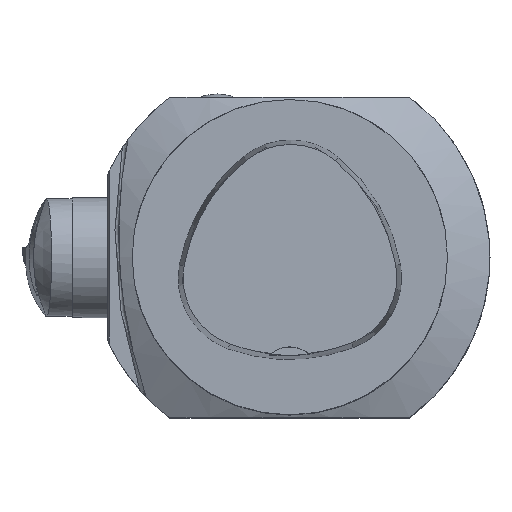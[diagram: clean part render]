
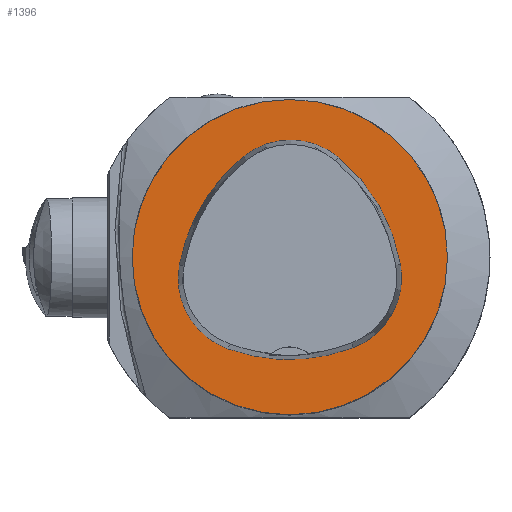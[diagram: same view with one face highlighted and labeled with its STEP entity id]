
A CAD part, top view. The second image highlights one B-rep face of the part: STEP entity #1396.
In plain terms, the highlighted planar face has unit normal (0, 0, 1).
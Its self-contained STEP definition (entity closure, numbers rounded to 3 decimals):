
#1046=PLANE('',#7602);
#1396=ADVANCED_FACE('',(#2968,#2969),#1046,.T.);
#2968=FACE_BOUND('',#3333,.T.);
#2969=FACE_BOUND('',#3334,.T.);
#3333=EDGE_LOOP('',(#5086,#5087,#5088,#5089,#5090,#5091));
#3334=EDGE_LOOP('',(#5092));
#5086=ORIENTED_EDGE('',*,*,#6859,.T.);
#5087=ORIENTED_EDGE('',*,*,#6839,.T.);
#5088=ORIENTED_EDGE('',*,*,#6843,.T.);
#5089=ORIENTED_EDGE('',*,*,#6846,.T.);
#5090=ORIENTED_EDGE('',*,*,#6849,.T.);
#5091=ORIENTED_EDGE('',*,*,#6857,.T.);
#5092=ORIENTED_EDGE('',*,*,#6016,.F.);
#5359=VERTEX_POINT('',#9525);
#5916=VERTEX_POINT('',#11552);
#5917=VERTEX_POINT('',#11553);
#5920=VERTEX_POINT('',#11561);
#5922=VERTEX_POINT('',#11567);
#5924=VERTEX_POINT('',#11573);
#5931=VERTEX_POINT('',#11591);
#6016=EDGE_CURVE('',#5359,#5359,#6981,.T.);
#6839=EDGE_CURVE('',#5916,#5917,#7100,.T.);
#6843=EDGE_CURVE('',#5917,#5920,#7102,.T.);
#6846=EDGE_CURVE('',#5920,#5922,#7104,.T.);
#6849=EDGE_CURVE('',#5922,#5924,#7106,.T.);
#6857=EDGE_CURVE('',#5924,#5931,#7111,.T.);
#6859=EDGE_CURVE('',#5931,#5916,#7113,.T.);
#6981=CIRCLE('',#7145,31.5);
#7100=CIRCLE('',#7579,36.);
#7102=CIRCLE('',#7582,15.);
#7104=CIRCLE('',#7585,36.);
#7106=CIRCLE('',#7588,15.);
#7111=CIRCLE('',#7594,36.);
#7113=CIRCLE('',#7597,15.);
#7145=AXIS2_PLACEMENT_3D('',#9524,#7713,#7714);
#7579=AXIS2_PLACEMENT_3D('',#11551,#9184,#9185);
#7582=AXIS2_PLACEMENT_3D('',#11560,#9192,#9193);
#7585=AXIS2_PLACEMENT_3D('',#11566,#9199,#9200);
#7588=AXIS2_PLACEMENT_3D('',#11572,#9206,#9207);
#7594=AXIS2_PLACEMENT_3D('',#11592,#9220,#9221);
#7597=AXIS2_PLACEMENT_3D('',#11595,#9226,#9227);
#7602=AXIS2_PLACEMENT_3D('',#11600,#9236,#9237);
#7713=DIRECTION('',(0.,0.,-1.));
#7714=DIRECTION('',(-1.,0.,0.));
#9184=DIRECTION('',(0.,0.,-1.));
#9185=DIRECTION('',(-1.,0.,0.));
#9192=DIRECTION('',(0.,0.,-1.));
#9193=DIRECTION('',(-1.,0.,0.));
#9199=DIRECTION('',(0.,0.,-1.));
#9200=DIRECTION('',(-1.,0.,0.));
#9206=DIRECTION('',(0.,0.,-1.));
#9207=DIRECTION('',(-1.,0.,0.));
#9220=DIRECTION('',(0.,0.,-1.));
#9221=DIRECTION('',(-1.,0.,0.));
#9226=DIRECTION('',(0.,0.,-1.));
#9227=DIRECTION('',(-1.,0.,0.));
#9236=DIRECTION('',(0.,0.,1.));
#9237=DIRECTION('',(1.,0.,0.));
#9524=CARTESIAN_POINT('',(0.,0.,0.));
#9525=CARTESIAN_POINT('',(-31.5,0.,0.));
#11551=CARTESIAN_POINT('',(13.398,-7.893,0.));
#11552=CARTESIAN_POINT('',(-22.041,-1.562,0.));
#11553=CARTESIAN_POINT('',(-9.317,20.036,0.));
#11560=CARTESIAN_POINT('',(0.148,8.399,0.));
#11561=CARTESIAN_POINT('',(9.779,19.898,0.));
#11566=CARTESIAN_POINT('',(-13.337,-7.7,0.));
#11567=CARTESIAN_POINT('',(22.122,-1.48,0.));
#11572=CARTESIAN_POINT('',(7.347,-4.071,0.));
#11573=CARTESIAN_POINT('',(12.693,-18.087,0.));
#11591=CARTESIAN_POINT('',(-12.373,-18.307,0.));
#11592=CARTESIAN_POINT('',(-0.137,15.55,0.));
#11595=CARTESIAN_POINT('',(-7.275,-4.2,0.));
#11600=CARTESIAN_POINT('',(0.,0.,0.));
